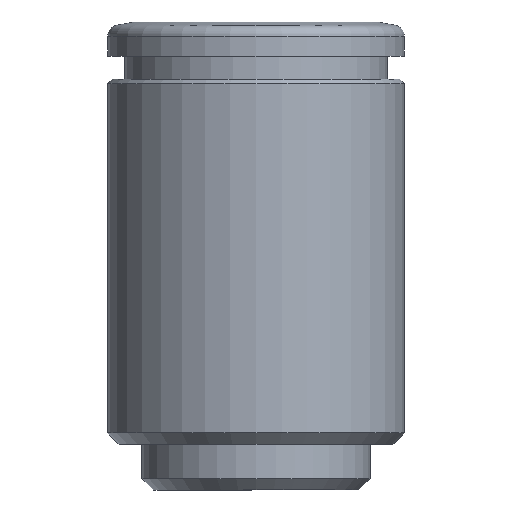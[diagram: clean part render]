
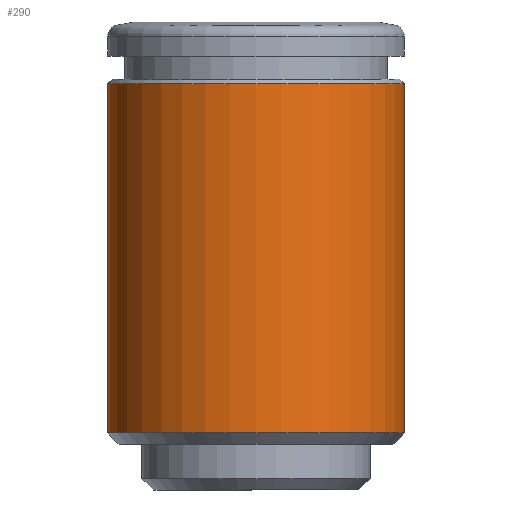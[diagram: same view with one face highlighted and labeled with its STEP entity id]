
A CAD part, front view. The second image highlights one B-rep face of the part: STEP entity #290.
In plain terms, the highlighted cylindrical face has radius 6.5 mm (diameter 13 mm), a full revolution.
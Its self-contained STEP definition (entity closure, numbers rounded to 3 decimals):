
#18=CYLINDRICAL_SURFACE('',#324,6.5);
#40=FACE_BOUND('',#97,.T.);
#66=FACE_OUTER_BOUND('',#96,.T.);
#96=EDGE_LOOP('',(#231));
#97=EDGE_LOOP('',(#232));
#148=CIRCLE('',#323,6.5);
#149=CIRCLE('',#325,6.5);
#175=VERTEX_POINT('',#493);
#176=VERTEX_POINT('',#496);
#202=EDGE_CURVE('',#175,#175,#148,.T.);
#203=EDGE_CURVE('',#176,#176,#149,.T.);
#231=ORIENTED_EDGE('',*,*,#203,.T.);
#232=ORIENTED_EDGE('',*,*,#202,.F.);
#290=ADVANCED_FACE('',(#66,#40),#18,.T.);
#323=AXIS2_PLACEMENT_3D('',#494,#384,#385);
#324=AXIS2_PLACEMENT_3D('',#495,#386,#387);
#325=AXIS2_PLACEMENT_3D('',#497,#388,#389);
#384=DIRECTION('center_axis',(0.,0.,1.));
#385=DIRECTION('ref_axis',(1.,0.,0.));
#386=DIRECTION('center_axis',(0.,0.,1.));
#387=DIRECTION('ref_axis',(1.,0.,0.));
#388=DIRECTION('center_axis',(0.,0.,1.));
#389=DIRECTION('ref_axis',(1.,0.,0.));
#493=CARTESIAN_POINT('',(17.552,9.357,23.547));
#494=CARTESIAN_POINT('Origin',(11.052,9.357,23.547));
#495=CARTESIAN_POINT('Origin',(11.052,9.357,8.247));
#496=CARTESIAN_POINT('',(17.552,9.357,8.247));
#497=CARTESIAN_POINT('Origin',(11.052,9.357,8.247));
